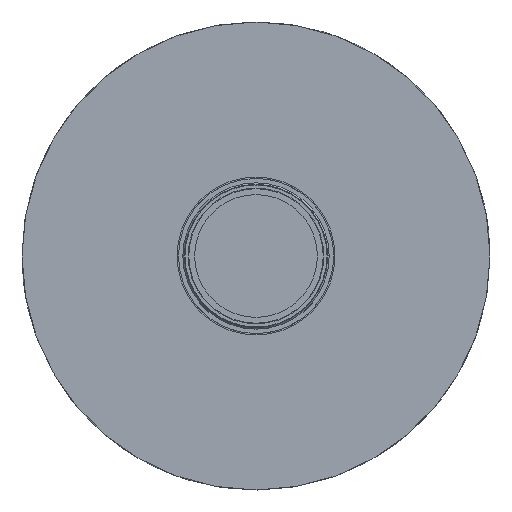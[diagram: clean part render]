
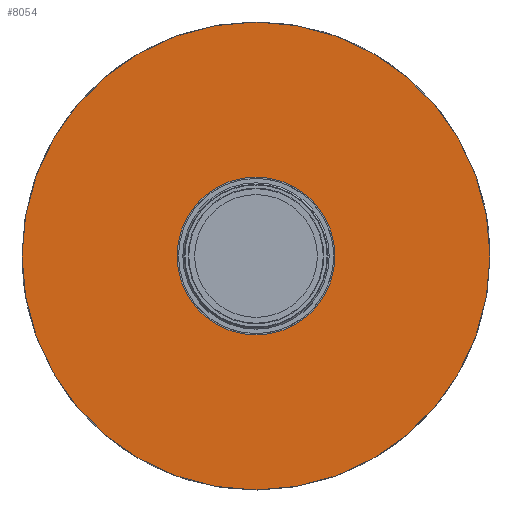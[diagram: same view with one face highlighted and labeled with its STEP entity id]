
A CAD part, top view. The second image highlights one B-rep face of the part: STEP entity #8054.
In plain terms, the highlighted planar face has unit normal (0, 0, 1).
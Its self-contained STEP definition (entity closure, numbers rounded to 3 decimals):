
#7950=CARTESIAN_POINT('Vertex',(-80.,0.,12.7)) ;
#7953=CARTESIAN_POINT('Axis2P3D Location',(0.,0.,12.7)) ;
#7957=CARTESIAN_POINT('Vertex',(80.,0.,12.7)) ;
#7978=CARTESIAN_POINT('Axis2P3D Location',(0.,0.,12.7)) ;
#8000=CARTESIAN_POINT('Vertex',(27.,0.,12.7)) ;
#8003=CARTESIAN_POINT('Axis2P3D Location',(0.,0.,12.7)) ;
#8007=CARTESIAN_POINT('Vertex',(-27.,0.,12.7)) ;
#8028=CARTESIAN_POINT('Axis2P3D Location',(0.,0.,12.7)) ;
#8041=CARTESIAN_POINT('Axis2P3D Location',(83.2,83.2,12.7)) ;
#7954=DIRECTION('Axis2P3D Direction',(-0.,0.,1.)) ;
#7979=DIRECTION('Axis2P3D Direction',(0.,-0.,1.)) ;
#8004=DIRECTION('Axis2P3D Direction',(-0.,0.,1.)) ;
#8029=DIRECTION('Axis2P3D Direction',(0.,-0.,1.)) ;
#8042=DIRECTION('Axis2P3D Direction',(0.,0.,1.)) ;
#8043=DIRECTION('Axis2P3D XDirection',(-1.,0.,0.)) ;
#7955=AXIS2_PLACEMENT_3D('Circle Axis2P3D',#7953,#7954,$) ;
#7980=AXIS2_PLACEMENT_3D('Circle Axis2P3D',#7978,#7979,$) ;
#8005=AXIS2_PLACEMENT_3D('Circle Axis2P3D',#8003,#8004,$) ;
#8030=AXIS2_PLACEMENT_3D('Circle Axis2P3D',#8028,#8029,$) ;
#8044=AXIS2_PLACEMENT_3D('Plane Axis2P3D',#8041,#8042,#8043) ;
#7956=CIRCLE('generated circle',#7955,80.) ;
#7981=CIRCLE('generated circle',#7980,80.) ;
#8006=CIRCLE('generated circle',#8005,27.) ;
#8031=CIRCLE('generated circle',#8030,27.) ;
#8045=PLANE('',#8044) ;
#8053=FACE_BOUND('',#8050,.T.) ;
#7959=EDGE_CURVE('',#7958,#7951,#7956,.T.) ;
#7982=EDGE_CURVE('',#7951,#7958,#7981,.T.) ;
#8009=EDGE_CURVE('',#8008,#8001,#8006,.F.) ;
#8032=EDGE_CURVE('',#8001,#8008,#8031,.F.) ;
#8047=ORIENTED_EDGE('',*,*,#7982,.T.) ;
#8048=ORIENTED_EDGE('',*,*,#7959,.T.) ;
#8051=ORIENTED_EDGE('',*,*,#8032,.T.) ;
#8052=ORIENTED_EDGE('',*,*,#8009,.T.) ;
#8046=EDGE_LOOP('',(#8047,#8048)) ;
#8050=EDGE_LOOP('',(#8051,#8052)) ;
#7951=VERTEX_POINT('',#7950) ;
#7958=VERTEX_POINT('',#7957) ;
#8001=VERTEX_POINT('',#8000) ;
#8008=VERTEX_POINT('',#8007) ;
#8054=ADVANCED_FACE('    MSBR11',(#8049,#8053),#8045,.T.) ;
#8049=FACE_OUTER_BOUND('',#8046,.T.) ;
